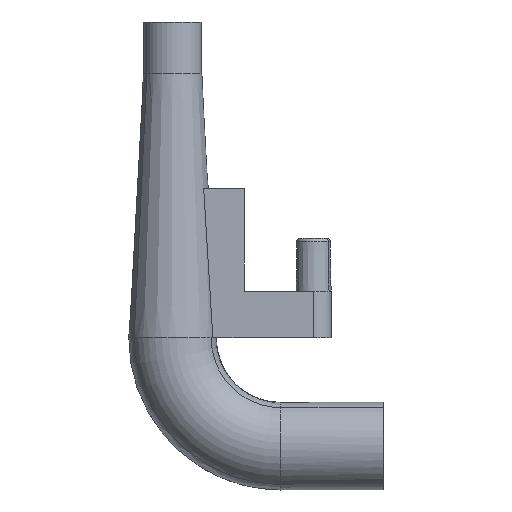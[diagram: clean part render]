
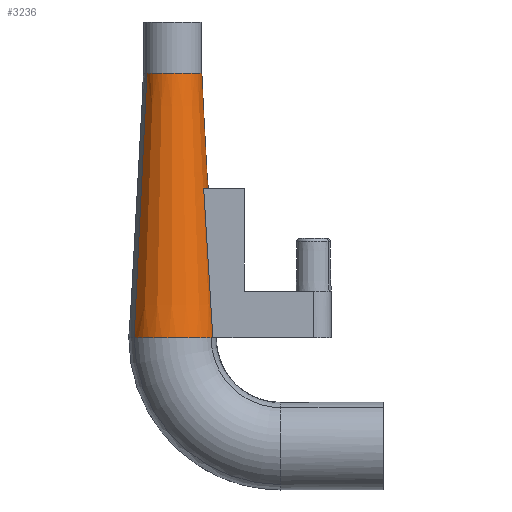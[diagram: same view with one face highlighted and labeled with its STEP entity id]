
A CAD part, left-side view. The second image highlights one B-rep face of the part: STEP entity #3236.
In plain terms, the highlighted conical face has half-angle 3.162 degrees and reference radius 1 mm.
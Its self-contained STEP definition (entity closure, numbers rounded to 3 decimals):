
#3117=AXIS2_PLACEMENT_3D('Circle Axis2P3D',#3115,#3116,$) ;
#3154=AXIS2_PLACEMENT_3D('Cone Axis2P3D',#3151,#3152,#3153) ;
#3200=AXIS2_PLACEMENT_3D('Circle Axis2P3D',#3198,#3199,$) ;
#3207=AXIS2_PLACEMENT_3D('Circle Axis2P3D',#3205,#3206,$) ;
#3112=CARTESIAN_POINT('Vertex',(1.021,8.078,14.25)) ;
#3115=CARTESIAN_POINT('Axis2P3D Location',(1.5,7.2,14.25)) ;
#3119=CARTESIAN_POINT('Vertex',(1.979,6.322,14.25)) ;
#3151=CARTESIAN_POINT('Axis2P3D Location',(1.5,7.2,14.25)) ;
#3184=CARTESIAN_POINT('Line Origine',(2.099,6.103,9.725)) ;
#3188=CARTESIAN_POINT('Vertex',(2.084,6.131,10.3)) ;
#3191=CARTESIAN_POINT('Line Origine',(0.901,8.297,9.725)) ;
#3195=CARTESIAN_POINT('Vertex',(0.781,8.516,5.2)) ;
#3198=CARTESIAN_POINT('Axis2P3D Location',(1.5,7.2,5.2)) ;
#3202=CARTESIAN_POINT('Vertex',(0.781,5.884,5.2)) ;
#3205=CARTESIAN_POINT('Axis2P3D Location',(1.5,7.2,5.2)) ;
#3209=CARTESIAN_POINT('Vertex',(0.9,5.825,5.2)) ;
#3213=CARTESIAN_POINT('Control Point',(0.9,6.14,10.3)) ;
#3214=CARTESIAN_POINT('Control Point',(0.9,6.032,8.6)) ;
#3215=CARTESIAN_POINT('Control Point',(0.9,5.928,6.9)) ;
#3216=CARTESIAN_POINT('Control Point',(0.9,5.825,5.2)) ;
#3217=CARTESIAN_POINT('Vertex',(0.9,6.14,10.3)) ;
#3221=CARTESIAN_POINT('Control Point',(0.9,6.14,10.3)) ;
#3222=CARTESIAN_POINT('Control Point',(1.169,5.988,10.3)) ;
#3223=CARTESIAN_POINT('Control Point',(1.49,5.926,10.3)) ;
#3224=CARTESIAN_POINT('Control Point',(1.813,5.983,10.3)) ;
#3225=CARTESIAN_POINT('Control Point',(2.084,6.131,10.3)) ;
#3116=DIRECTION('Axis2P3D Direction',(0.,0.,1.)) ;
#3152=DIRECTION('Axis2P3D Direction',(-0.,0.,-1.)) ;
#3153=DIRECTION('Axis2P3D XDirection',(-0.479,0.878,0.)) ;
#3185=DIRECTION('Vector Direction',(0.026,-0.048,-0.998)) ;
#3192=DIRECTION('Vector Direction',(-0.026,0.048,-0.998)) ;
#3199=DIRECTION('Axis2P3D Direction',(0.,0.,-1.)) ;
#3206=DIRECTION('Axis2P3D Direction',(0.,0.,-1.)) ;
#3186=VECTOR('Line Direction',#3185,1.) ;
#3193=VECTOR('Line Direction',#3192,1.) ;
#3228=ORIENTED_EDGE('',*,*,#3190,.F.) ;
#3229=ORIENTED_EDGE('',*,*,#3121,.F.) ;
#3230=ORIENTED_EDGE('',*,*,#3197,.T.) ;
#3231=ORIENTED_EDGE('',*,*,#3204,.T.) ;
#3232=ORIENTED_EDGE('',*,*,#3211,.T.) ;
#3233=ORIENTED_EDGE('',*,*,#3219,.F.) ;
#3234=ORIENTED_EDGE('',*,*,#3226,.F.) ;
#3236=ADVANCED_FACE('Hauptkoerper',(#3235),#3155,.T.) ;
#3212=B_SPLINE_CURVE_WITH_KNOTS('',3,(#3213,#3214,#3215,#3216),.UNSPECIFIED.,.F.,.U.,(4,4),(0.,7.226),.UNSPECIFIED.) ;
#3220=B_SPLINE_CURVE_WITH_KNOTS('',4,(#3221,#3222,#3223,#3224,#3225),.UNSPECIFIED.,.F.,.U.,(5,5),(0.,1.772),.UNSPECIFIED.) ;
#3118=CIRCLE('generated circle',#3117,1.) ;
#3201=CIRCLE('generated circle',#3200,1.5) ;
#3208=CIRCLE('generated circle',#3207,1.5) ;
#3155=CONICAL_SURFACE('Cone',#3154,1.,0.055) ;
#3121=EDGE_CURVE('',#3113,#3120,#3118,.T.) ;
#3190=EDGE_CURVE('',#3120,#3189,#3187,.T.) ;
#3197=EDGE_CURVE('',#3113,#3196,#3194,.T.) ;
#3204=EDGE_CURVE('',#3196,#3203,#3201,.F.) ;
#3211=EDGE_CURVE('',#3203,#3210,#3208,.F.) ;
#3219=EDGE_CURVE('',#3218,#3210,#3212,.T.) ;
#3226=EDGE_CURVE('',#3189,#3218,#3220,.F.) ;
#3227=EDGE_LOOP('',(#3228,#3229,#3230,#3231,#3232,#3233,#3234)) ;
#3235=FACE_OUTER_BOUND('',#3227,.T.) ;
#3187=LINE('Line',#3184,#3186) ;
#3194=LINE('Line',#3191,#3193) ;
#3113=VERTEX_POINT('',#3112) ;
#3120=VERTEX_POINT('',#3119) ;
#3189=VERTEX_POINT('',#3188) ;
#3196=VERTEX_POINT('',#3195) ;
#3203=VERTEX_POINT('',#3202) ;
#3210=VERTEX_POINT('',#3209) ;
#3218=VERTEX_POINT('',#3217) ;
